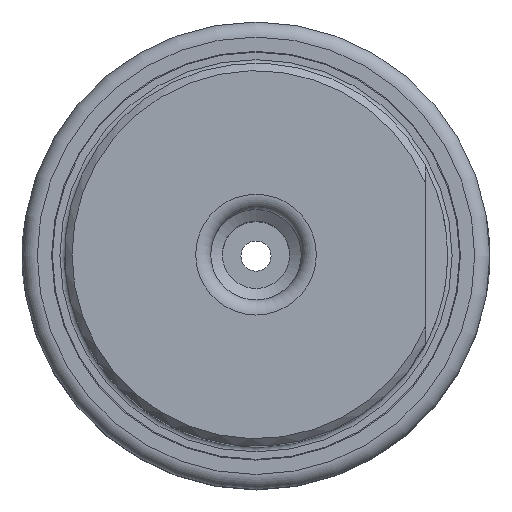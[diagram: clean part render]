
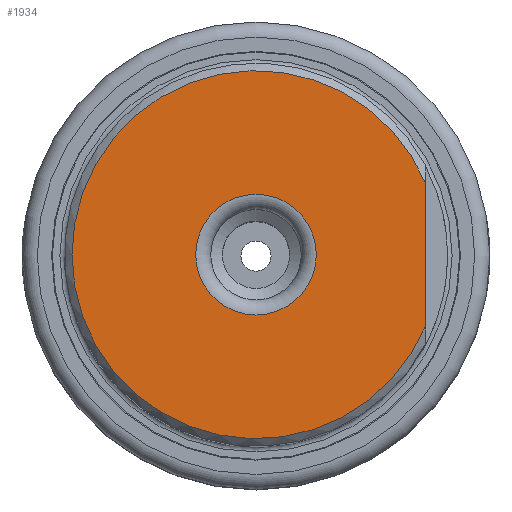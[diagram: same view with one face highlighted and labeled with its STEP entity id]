
A CAD part, top view. The second image highlights one B-rep face of the part: STEP entity #1934.
In plain terms, the highlighted planar face has unit normal (0, 0, 1).
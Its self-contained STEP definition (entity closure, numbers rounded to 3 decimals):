
#21=LINE('',#2990,#25);
#25=VECTOR('',#2598,1000.);
#56=PLANE('',#2166);
#329=ORIENTED_EDGE('',*,*,#467,.T.);
#330=ORIENTED_EDGE('',*,*,#468,.T.);
#331=ORIENTED_EDGE('',*,*,#466,.F.);
#466=EDGE_CURVE('',#587,#587,#695,.T.);
#467=EDGE_CURVE('',#588,#589,#21,.T.);
#468=EDGE_CURVE('',#589,#588,#696,.T.);
#587=VERTEX_POINT('',#2988);
#588=VERTEX_POINT('',#2991);
#589=VERTEX_POINT('',#2992);
#695=CIRCLE('',#2165,4.);
#696=CIRCLE('',#2167,12.2);
#905=EDGE_LOOP('',(#329,#330));
#906=EDGE_LOOP('',(#331));
#1131=FACE_BOUND('',#905,.T.);
#1132=FACE_BOUND('',#906,.T.);
#1934=ADVANCED_FACE('',(#1131,#1132),#56,.T.);
#2165=AXIS2_PLACEMENT_3D('',#2987,#2594,#2595);
#2166=AXIS2_PLACEMENT_3D('',#2989,#2596,#2597);
#2167=AXIS2_PLACEMENT_3D('',#2993,#2599,#2600);
#2594=DIRECTION('',(0.,0.,1.));
#2595=DIRECTION('',(1.,0.,0.));
#2596=DIRECTION('',(0.,0.,1.));
#2597=DIRECTION('',(1.,0.,0.));
#2598=DIRECTION('',(0.,1.,0.));
#2599=DIRECTION('',(0.,0.,1.));
#2600=DIRECTION('',(1.,0.,0.));
#2987=CARTESIAN_POINT('',(0.,0.,48.22));
#2988=CARTESIAN_POINT('',(4.,0.,48.22));
#2989=CARTESIAN_POINT('',(4.,0.,48.22));
#2990=CARTESIAN_POINT('',(11.25,-62.65,48.22));
#2991=CARTESIAN_POINT('',(11.25,-4.72,48.22));
#2992=CARTESIAN_POINT('',(11.25,4.72,48.22));
#2993=CARTESIAN_POINT('',(0.,0.,48.22));
